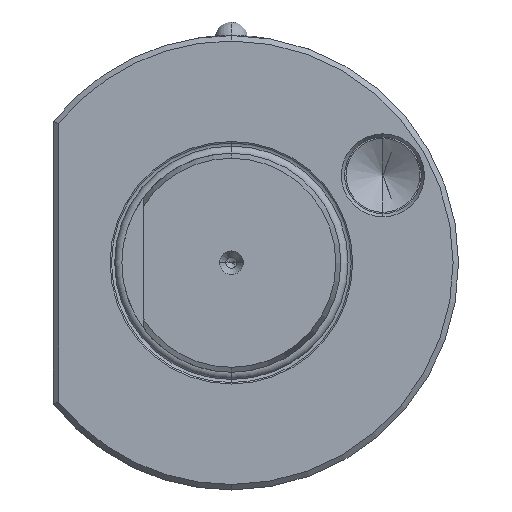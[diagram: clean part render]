
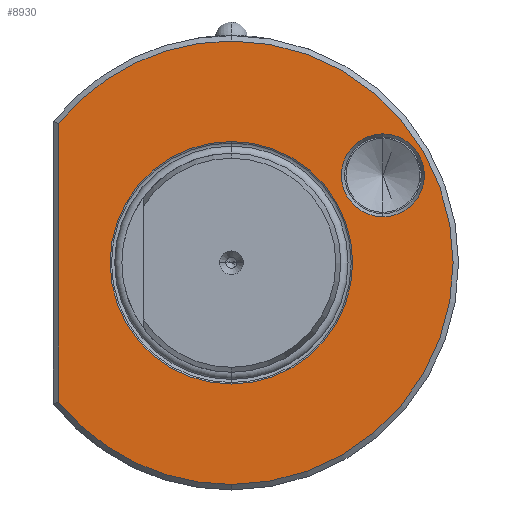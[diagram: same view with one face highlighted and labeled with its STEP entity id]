
A CAD part, left-side view. The second image highlights one B-rep face of the part: STEP entity #8930.
In plain terms, the highlighted planar face has unit normal (-1, 0, 0).
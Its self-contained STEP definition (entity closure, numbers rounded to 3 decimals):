
#4424 = DIRECTION ( 'NONE',  ( 0., 0., -1. ) ) ;
#4439 = DIRECTION ( 'NONE',  ( 0., 0., -1. ) ) ;
#4452 = CARTESIAN_POINT ( 'NONE',  ( 2., 0., 0. ) ) ;
#4455 = DIRECTION ( 'NONE',  ( 1., 0., 0. ) ) ;
#4458 = CARTESIAN_POINT ( 'NONE',  ( 2., 31.5, -24.166 ) ) ;
#4463 = CARTESIAN_POINT ( 'NONE',  ( 2., -27.68, 15.97 ) ) ;
#4492 = DIRECTION ( 'NONE',  ( 0., 0., -1. ) ) ;
#4496 = DIRECTION ( 'NONE',  ( 1., 0., 0. ) ) ;
#4513 = ORIENTED_EDGE ( 'NONE', *, *, #49436, .F. ) ;
#4522 = ORIENTED_EDGE ( 'NONE', *, *, #34072, .T. ) ;
#4565 = AXIS2_PLACEMENT_3D ( 'NONE', #43924, #43940, #43933 ) ;
#4578 = AXIS2_PLACEMENT_3D ( 'NONE', #43854, #43841, #43837 ) ;
#4584 = AXIS2_PLACEMENT_3D ( 'NONE', #43205, #43173, #43197 ) ;
#4783 = AXIS2_PLACEMENT_3D ( 'NONE', #4452, #4455, #4424 ) ;
#4801 = AXIS2_PLACEMENT_3D ( 'NONE', #6981, #7002, #7030 ) ;
#4820 = AXIS2_PLACEMENT_3D ( 'NONE', #4463, #4496, #4492 ) ;
#5021 = AXIS2_PLACEMENT_3D ( 'NONE', #33983, #34045, #33993 ) ;
#6981 = CARTESIAN_POINT ( 'NONE',  ( 2., 0., 0. ) ) ;
#7002 = DIRECTION ( 'NONE',  ( 1., 0., 0. ) ) ;
#7030 = DIRECTION ( 'NONE',  ( 0., 0., -1. ) ) ;
#8178 = AXIS2_PLACEMENT_3D ( 'NONE', #24187, #24153, #24152 ) ;
#8930 = ADVANCED_FACE ( 'NONE', ( #14450, #14446, #14460 ), #24188, .F. ) ;
#14446 = FACE_BOUND ( 'NONE', #66163, .T. ) ;
#14450 = FACE_BOUND ( 'NONE', #66112, .T. ) ;
#14460 = FACE_OUTER_BOUND ( 'NONE', #66132, .T. ) ;
#14802 = CIRCLE ( 'NONE', #4801, 40.5 ) ;
#24152 = DIRECTION ( 'NONE',  ( 0., 0., -1. ) ) ;
#24153 = DIRECTION ( 'NONE',  ( 1., 0., 0. ) ) ;
#24187 = CARTESIAN_POINT ( 'NONE',  ( 2., 20., 0. ) ) ;
#24188 = PLANE ( 'NONE',  #8178 ) ;
#26888 = ORIENTED_EDGE ( 'NONE', *, *, #49349, .F. ) ;
#33983 = CARTESIAN_POINT ( 'NONE',  ( 2., -27.68, 15.97 ) ) ;
#33993 = DIRECTION ( 'NONE',  ( 0., 0., -1. ) ) ;
#33995 = EDGE_CURVE ( 'NONE', #39337, #44231, #14802, .T. ) ;
#34045 = DIRECTION ( 'NONE',  ( 1., 0., 0. ) ) ;
#34072 = EDGE_CURVE ( 'NONE', #40171, #39339, #63674, .T. ) ;
#34079 = EDGE_CURVE ( 'NONE', #39324, #44231, #63683, .T. ) ;
#34091 = EDGE_CURVE ( 'NONE', #39179, #39174, #63641, .T. ) ;
#39174 = VERTEX_POINT ( 'NONE', #50636 ) ;
#39179 = VERTEX_POINT ( 'NONE', #50646 ) ;
#39322 = VERTEX_POINT ( 'NONE', #50687 ) ;
#39324 = VERTEX_POINT ( 'NONE', #50689 ) ;
#39337 = VERTEX_POINT ( 'NONE', #50748 ) ;
#39339 = VERTEX_POINT ( 'NONE', #50730 ) ;
#40171 = VERTEX_POINT ( 'NONE', #50922 ) ;
#43173 = DIRECTION ( 'NONE',  ( 1., 0., 0. ) ) ;
#43197 = DIRECTION ( 'NONE',  ( 0., 0., -1. ) ) ;
#43205 = CARTESIAN_POINT ( 'NONE',  ( 2., 0., 0. ) ) ;
#43837 = DIRECTION ( 'NONE',  ( 0., 0., -1. ) ) ;
#43841 = DIRECTION ( 'NONE',  ( 1., 0., 0. ) ) ;
#43854 = CARTESIAN_POINT ( 'NONE',  ( 2., 0., 0. ) ) ;
#43924 = CARTESIAN_POINT ( 'NONE',  ( 2., 0., 0. ) ) ;
#43933 = DIRECTION ( 'NONE',  ( 0., 0., -1. ) ) ;
#43940 = DIRECTION ( 'NONE',  ( 1., 0., 0. ) ) ;
#44231 = VERTEX_POINT ( 'NONE', #49788 ) ;
#49222 = EDGE_CURVE ( 'NONE', #39174, #39179, #63562, .T. ) ;
#49349 = EDGE_CURVE ( 'NONE', #39324, #39322, #63279, .T. ) ;
#49369 = EDGE_CURVE ( 'NONE', #39339, #40171, #63273, .T. ) ;
#49436 = EDGE_CURVE ( 'NONE', #39322, #39337, #63517, .T. ) ;
#49788 = CARTESIAN_POINT ( 'NONE',  ( 2., 31.5, -25.456 ) ) ;
#50636 = CARTESIAN_POINT ( 'NONE',  ( 2., -27.68, 23.547 ) ) ;
#50646 = CARTESIAN_POINT ( 'NONE',  ( 2., -27.68, 8.393 ) ) ;
#50687 = CARTESIAN_POINT ( 'NONE',  ( 2., 0., 40.5 ) ) ;
#50689 = CARTESIAN_POINT ( 'NONE',  ( 2., 31.5, 25.456 ) ) ;
#50730 = CARTESIAN_POINT ( 'NONE',  ( 2., 0., 22.15 ) ) ;
#50748 = CARTESIAN_POINT ( 'NONE',  ( 2., 0., -40.5 ) ) ;
#50922 = CARTESIAN_POINT ( 'NONE',  ( 2., 0., -22.15 ) ) ;
#63273 = CIRCLE ( 'NONE', #4565, 22.15 ) ;
#63279 = CIRCLE ( 'NONE', #4578, 40.5 ) ;
#63517 = CIRCLE ( 'NONE', #4584, 40.5 ) ;
#63562 = CIRCLE ( 'NONE', #5021, 7.577 ) ;
#63641 = CIRCLE ( 'NONE', #4820, 7.577 ) ;
#63665 = VECTOR ( 'NONE', #4439, 1000. ) ;
#63674 = CIRCLE ( 'NONE', #4783, 22.15 ) ;
#63683 = LINE ( 'NONE', #4458, #63665 ) ;
#63960 = ORIENTED_EDGE ( 'NONE', *, *, #49369, .T. ) ;
#63993 = ORIENTED_EDGE ( 'NONE', *, *, #34079, .T. ) ;
#64073 = ORIENTED_EDGE ( 'NONE', *, *, #49222, .T. ) ;
#65689 = ORIENTED_EDGE ( 'NONE', *, *, #34091, .T. ) ;
#66112 = EDGE_LOOP ( 'NONE', ( #63960, #4522 ) ) ;
#66132 = EDGE_LOOP ( 'NONE', ( #26888, #63993, #70597, #4513 ) ) ;
#66163 = EDGE_LOOP ( 'NONE', ( #64073, #65689 ) ) ;
#70597 = ORIENTED_EDGE ( 'NONE', *, *, #33995, .F. ) ;
